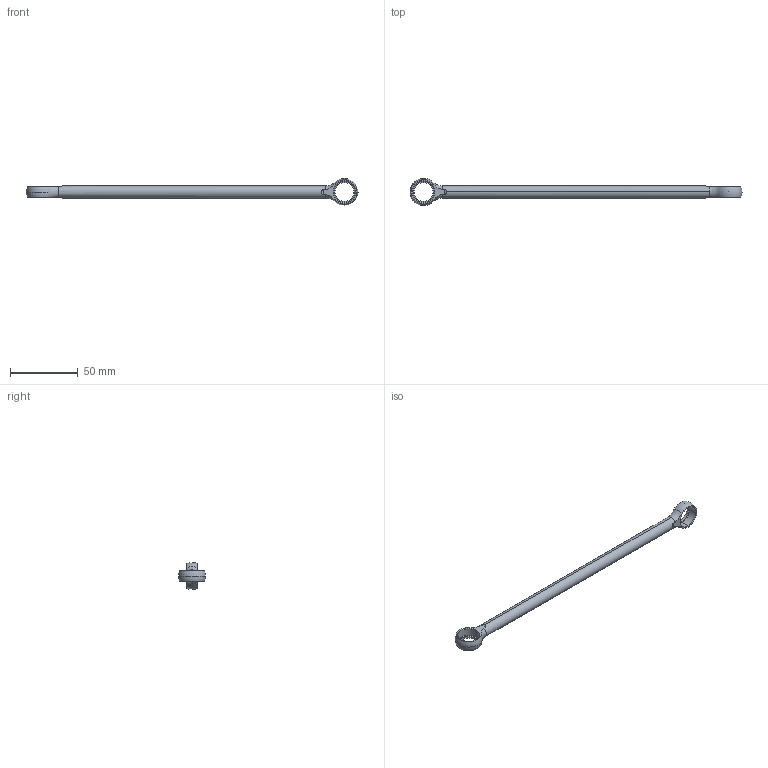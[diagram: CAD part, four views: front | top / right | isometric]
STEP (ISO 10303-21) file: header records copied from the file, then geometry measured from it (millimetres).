
FILE_DESCRIPTION (( 'STEP AP203' ), '1' );
FILE_NAME ('TA00-12-04-0003苤虯嶺裝A.step', '2025-06-04T07:59:43', ( '' ), ( 'HP' ), 'SwSTEP 2.0', 'SolidWorks 2023', '' );
FILE_SCHEMA (( 'CONFIG_CONTROL_DESIGN' ));
Length unit declared in the file: millimetre
Products named in the file (1): TA00-12-04-0003小腿拉杆A
Bounding box: 245 x 19.95 x 20 mm (x, y, z)
Volume: 14850.9 mm3; surface area: 7925.2 mm2
Topology: 1 solids, 1 shells, 37 faces, 98 edges, 63 vertices
Faces by surface type: cylinder 14, torus 9, plane 6, cone 4, sphere 4
Entity records: 1393 total; most frequent: CARTESIAN_POINT 403, DIRECTION 206, ORIENTED_EDGE 184, EDGE_CURVE 92, AXIS2_PLACEMENT_3D 90, VERTEX_POINT 59, CIRCLE 52, EDGE_LOOP 43
